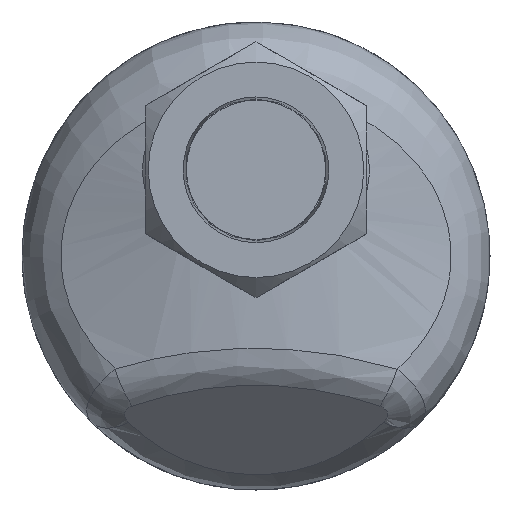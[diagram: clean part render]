
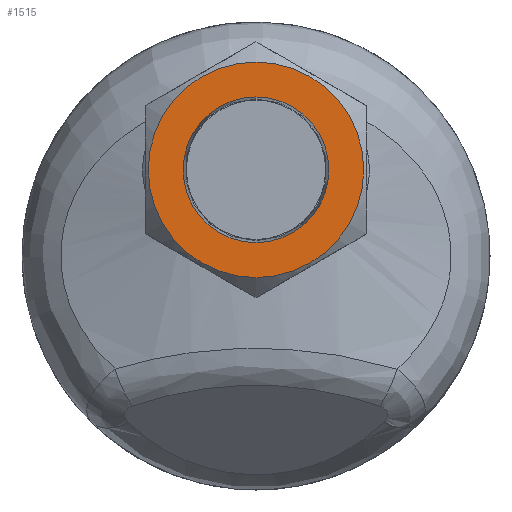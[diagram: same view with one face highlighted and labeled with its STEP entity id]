
A CAD part, left-side view. The second image highlights one B-rep face of the part: STEP entity #1515.
In plain terms, the highlighted free-form (B-spline) face has degree [1, 1] with [2, 2] control points.
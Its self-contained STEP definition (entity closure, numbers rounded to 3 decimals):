
#110=CARTESIAN_POINT('',(-81.5,0.0,2.167));
#111=VERTEX_POINT('',#110);
#112=CARTESIAN_POINT('',(-81.5,0.,14.));
#113=DIRECTION('',(1.0,0.0,0.0));
#114=DIRECTION('',(0.0,0.0,-1.0));
#115=AXIS2_PLACEMENT_3D('',#112,#113,#114);
#116=CIRCLE('',#115,11.833);
#117=EDGE_CURVE('',#111,#111,#116,.T.);
#1357=CARTESIAN_POINT('',(-81.5,0.0,31.5));
#1358=VERTEX_POINT('',#1357);
#1359=CARTESIAN_POINT('',(-81.5,0.0,14.));
#1360=DIRECTION('',(-1.0,0.0,0.0));
#1361=DIRECTION('',(0.0,0.0,1.0));
#1362=AXIS2_PLACEMENT_3D('',#1359,#1360,#1361);
#1363=CIRCLE('',#1362,17.5);
#1364=EDGE_CURVE('',#1358,#1358,#1363,.T.);
#1504=CARTESIAN_POINT('',(-81.5,17.5,31.5));
#1505=CARTESIAN_POINT('',(-81.5,17.5,-3.5));
#1506=CARTESIAN_POINT('',(-81.5,-17.5,31.5));
#1507=CARTESIAN_POINT('',(-81.5,-17.5,-3.5));
#1508=B_SPLINE_SURFACE_WITH_KNOTS('',1,1,((#1504,#1506),(#1505,#1507)),.UNSPECIFIED.,.F.,.F.,.U.,(2,2),(2,2),(0.0,35.),(0.0,35.),.UNSPECIFIED.);
#1509=ORIENTED_EDGE('',*,*,#1364,.T.);
#1510=EDGE_LOOP('',(#1509));
#1511=FACE_OUTER_BOUND('',#1510,.T.);
#1512=ORIENTED_EDGE('',*,*,#117,.T.);
#1513=EDGE_LOOP('',(#1512));
#1514=FACE_BOUND('',#1513,.T.);
#1515=ADVANCED_FACE('',(#1511,#1514),#1508,.T.);
